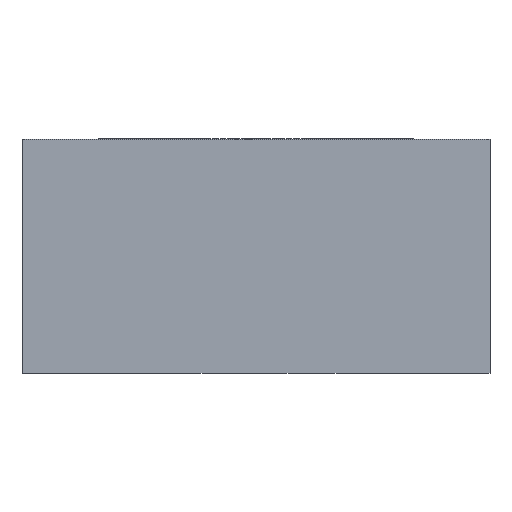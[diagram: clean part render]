
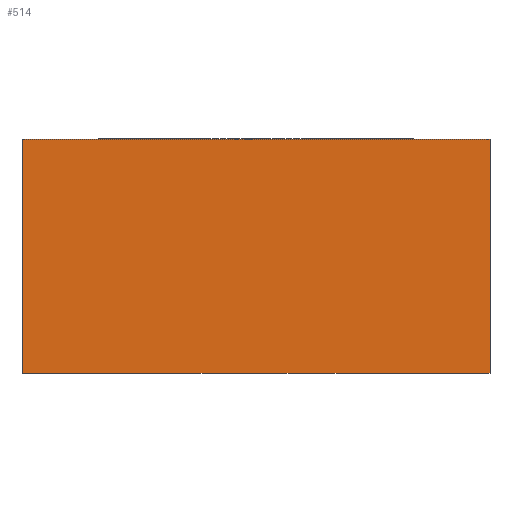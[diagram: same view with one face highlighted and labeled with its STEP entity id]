
A CAD part, front view. The second image highlights one B-rep face of the part: STEP entity #514.
In plain terms, the highlighted planar face has unit normal (0, -1, 0).
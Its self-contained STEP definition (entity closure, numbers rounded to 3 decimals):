
#12 = CARTESIAN_POINT ( 'NONE',  ( -15., -30., -15. ) ) ;
#27 = VECTOR ( 'NONE', #136, 1000. ) ;
#33 = DIRECTION ( 'NONE',  ( 0., 0., 1. ) ) ;
#36 = LINE ( 'NONE', #137, #196 ) ;
#38 = EDGE_CURVE ( 'NONE', #229, #460, #36, .T. ) ;
#46 = ORIENTED_EDGE ( 'NONE', *, *, #38, .T. ) ;
#64 = CARTESIAN_POINT ( 'NONE',  ( -15., -30., 0. ) ) ;
#81 = DIRECTION ( 'NONE',  ( 0., -1., 0. ) ) ;
#87 = DIRECTION ( 'NONE',  ( 0., 0., 1. ) ) ;
#97 = VERTEX_POINT ( 'NONE', #12 ) ;
#98 = CARTESIAN_POINT ( 'NONE',  ( 15., -30., 0. ) ) ;
#108 = CARTESIAN_POINT ( 'NONE',  ( -15., -30., -15. ) ) ;
#136 = DIRECTION ( 'NONE',  ( 1., 0., 0. ) ) ;
#137 = CARTESIAN_POINT ( 'NONE',  ( 15., -30., -15. ) ) ;
#156 = EDGE_CURVE ( 'NONE', #97, #359, #175, .T. ) ;
#165 = CARTESIAN_POINT ( 'NONE',  ( -15., -30., 0. ) ) ;
#175 = LINE ( 'NONE', #350, #207 ) ;
#196 = VECTOR ( 'NONE', #87, 1000. ) ;
#207 = VECTOR ( 'NONE', #33, 1000. ) ;
#229 = VERTEX_POINT ( 'NONE', #541 ) ;
#280 = VECTOR ( 'NONE', #285, 1000. ) ;
#284 = ORIENTED_EDGE ( 'NONE', *, *, #362, .T. ) ;
#285 = DIRECTION ( 'NONE',  ( 1., 0., 0. ) ) ;
#301 = CARTESIAN_POINT ( 'NONE',  ( -15., -30., -15. ) ) ;
#328 = ORIENTED_EDGE ( 'NONE', *, *, #381, .F. ) ;
#334 = AXIS2_PLACEMENT_3D ( 'NONE', #301, #81, #385 ) ;
#344 = LINE ( 'NONE', #108, #280 ) ;
#350 = CARTESIAN_POINT ( 'NONE',  ( -15., -30., -15. ) ) ;
#359 = VERTEX_POINT ( 'NONE', #64 ) ;
#362 = EDGE_CURVE ( 'NONE', #97, #229, #344, .T. ) ;
#381 = EDGE_CURVE ( 'NONE', #359, #460, #551, .T. ) ;
#385 = DIRECTION ( 'NONE',  ( 0., 0., -1. ) ) ;
#388 = FACE_OUTER_BOUND ( 'NONE', #442, .T. ) ;
#442 = EDGE_LOOP ( 'NONE', ( #328, #490, #284, #46 ) ) ;
#460 = VERTEX_POINT ( 'NONE', #98 ) ;
#475 = PLANE ( 'NONE',  #334 ) ;
#490 = ORIENTED_EDGE ( 'NONE', *, *, #156, .F. ) ;
#514 = ADVANCED_FACE ( 'NONE', ( #388 ), #475, .T. ) ;
#541 = CARTESIAN_POINT ( 'NONE',  ( 15., -30., -15. ) ) ;
#551 = LINE ( 'NONE', #165, #27 ) ;
